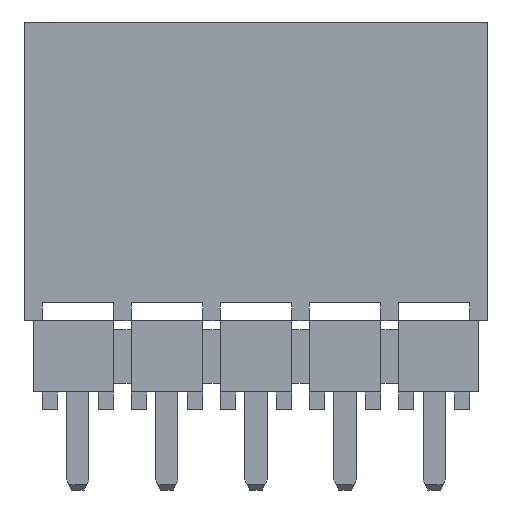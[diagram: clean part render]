
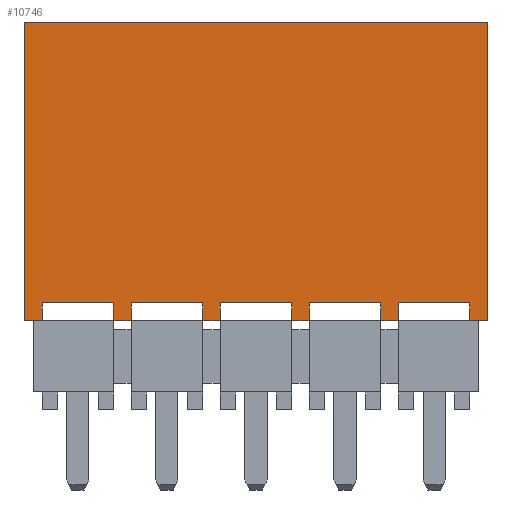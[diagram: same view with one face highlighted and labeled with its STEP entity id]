
A CAD part, front view. The second image highlights one B-rep face of the part: STEP entity #10746.
In plain terms, the highlighted planar face has unit normal (0, -1, 0).
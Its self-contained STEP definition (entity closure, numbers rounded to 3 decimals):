
#8542=CARTESIAN_POINT('',(-6.604,-2.477,2.54));
#8543=VERTEX_POINT('',#8542);
#8550=CARTESIAN_POINT('',(-6.604,-2.477,11.049));
#8551=VERTEX_POINT('',#8550);
#8552=CARTESIAN_POINT('',(-6.604,-2.477,11.049));
#8553=DIRECTION('',(0.0,0.0,-1.0));
#8554=VECTOR('',#8553,8.509);
#8555=LINE('',#8552,#8554);
#8556=EDGE_CURVE('',#8551,#8543,#8555,.T.);
#8596=CARTESIAN_POINT('',(-4.064,-2.477,2.54));
#8597=VERTEX_POINT('',#8596);
#8604=CARTESIAN_POINT('',(-4.064,-2.477,3.048));
#8605=VERTEX_POINT('',#8604);
#8606=CARTESIAN_POINT('',(-4.064,-2.477,2.54));
#8607=DIRECTION('',(0.0,0.0,1.0));
#8608=VECTOR('',#8607,0.508);
#8609=LINE('',#8606,#8608);
#8610=EDGE_CURVE('',#8597,#8605,#8609,.T.);
#8635=CARTESIAN_POINT('',(-3.556,-2.476,2.54));
#8636=VERTEX_POINT('',#8635);
#8643=CARTESIAN_POINT('',(-4.064,-2.477,2.54));
#8644=DIRECTION('',(1.0,0.0,0.0));
#8645=VECTOR('',#8644,0.508);
#8646=LINE('',#8643,#8645);
#8647=EDGE_CURVE('',#8597,#8636,#8646,.T.);
#8665=CARTESIAN_POINT('',(-3.556,-2.477,3.048));
#8666=VERTEX_POINT('',#8665);
#8673=CARTESIAN_POINT('',(-3.556,-2.476,2.54));
#8674=DIRECTION('',(0.0,0.0,1.0));
#8675=VECTOR('',#8674,0.508);
#8676=LINE('',#8673,#8675);
#8677=EDGE_CURVE('',#8636,#8666,#8676,.T.);
#8726=CARTESIAN_POINT('',(-1.524,-2.476,2.54));
#8727=VERTEX_POINT('',#8726);
#8734=CARTESIAN_POINT('',(-1.524,-2.477,3.048));
#8735=VERTEX_POINT('',#8734);
#8736=CARTESIAN_POINT('',(-1.524,-2.476,2.54));
#8737=DIRECTION('',(0.0,0.0,1.0));
#8738=VECTOR('',#8737,0.508);
#8739=LINE('',#8736,#8738);
#8740=EDGE_CURVE('',#8727,#8735,#8739,.T.);
#8765=CARTESIAN_POINT('',(-1.016,-2.476,2.54));
#8766=VERTEX_POINT('',#8765);
#8773=CARTESIAN_POINT('',(-1.524,-2.476,2.54));
#8774=DIRECTION('',(1.0,0.0,0.0));
#8775=VECTOR('',#8774,0.508);
#8776=LINE('',#8773,#8775);
#8777=EDGE_CURVE('',#8727,#8766,#8776,.T.);
#8795=CARTESIAN_POINT('',(-1.016,-2.477,3.048));
#8796=VERTEX_POINT('',#8795);
#8803=CARTESIAN_POINT('',(-1.016,-2.476,2.54));
#8804=DIRECTION('',(0.0,0.0,1.0));
#8805=VECTOR('',#8804,0.508);
#8806=LINE('',#8803,#8805);
#8807=EDGE_CURVE('',#8766,#8796,#8806,.T.);
#8856=CARTESIAN_POINT('',(1.016,-2.476,2.54));
#8857=VERTEX_POINT('',#8856);
#8864=CARTESIAN_POINT('',(1.016,-2.477,3.048));
#8865=VERTEX_POINT('',#8864);
#8866=CARTESIAN_POINT('',(1.016,-2.476,2.54));
#8867=DIRECTION('',(0.0,0.0,1.0));
#8868=VECTOR('',#8867,0.508);
#8869=LINE('',#8866,#8868);
#8870=EDGE_CURVE('',#8857,#8865,#8869,.T.);
#8895=CARTESIAN_POINT('',(1.524,-2.476,2.54));
#8896=VERTEX_POINT('',#8895);
#8903=CARTESIAN_POINT('',(1.016,-2.476,2.54));
#8904=DIRECTION('',(1.0,0.0,0.0));
#8905=VECTOR('',#8904,0.508);
#8906=LINE('',#8903,#8905);
#8907=EDGE_CURVE('',#8857,#8896,#8906,.T.);
#8925=CARTESIAN_POINT('',(1.524,-2.477,3.048));
#8926=VERTEX_POINT('',#8925);
#8933=CARTESIAN_POINT('',(1.524,-2.476,2.54));
#8934=DIRECTION('',(0.0,0.0,1.0));
#8935=VECTOR('',#8934,0.508);
#8936=LINE('',#8933,#8935);
#8937=EDGE_CURVE('',#8896,#8926,#8936,.T.);
#8986=CARTESIAN_POINT('',(3.556,-2.476,2.54));
#8987=VERTEX_POINT('',#8986);
#8994=CARTESIAN_POINT('',(3.556,-2.476,3.048));
#8995=VERTEX_POINT('',#8994);
#8996=CARTESIAN_POINT('',(3.556,-2.476,2.54));
#8997=DIRECTION('',(0.0,0.0,1.0));
#8998=VECTOR('',#8997,0.508);
#8999=LINE('',#8996,#8998);
#9000=EDGE_CURVE('',#8987,#8995,#8999,.T.);
#9025=CARTESIAN_POINT('',(4.064,-2.476,2.54));
#9026=VERTEX_POINT('',#9025);
#9033=CARTESIAN_POINT('',(3.556,-2.476,2.54));
#9034=DIRECTION('',(1.0,0.0,0.0));
#9035=VECTOR('',#9034,0.508);
#9036=LINE('',#9033,#9035);
#9037=EDGE_CURVE('',#8987,#9026,#9036,.T.);
#9055=CARTESIAN_POINT('',(4.064,-2.476,3.048));
#9056=VERTEX_POINT('',#9055);
#9063=CARTESIAN_POINT('',(4.064,-2.476,2.54));
#9064=DIRECTION('',(0.0,0.0,1.0));
#9065=VECTOR('',#9064,0.508);
#9066=LINE('',#9063,#9065);
#9067=EDGE_CURVE('',#9026,#9056,#9066,.T.);
#9092=CARTESIAN_POINT('',(6.096,-2.476,2.54));
#9093=VERTEX_POINT('',#9092);
#9110=CARTESIAN_POINT('',(6.604,-2.476,2.54));
#9111=VERTEX_POINT('',#9110);
#9118=CARTESIAN_POINT('',(6.096,-2.476,2.54));
#9119=DIRECTION('',(1.0,0.0,0.0));
#9120=VECTOR('',#9119,0.508);
#9121=LINE('',#9118,#9120);
#9122=EDGE_CURVE('',#9093,#9111,#9121,.T.);
#10509=CARTESIAN_POINT('',(-6.096,-2.477,2.54));
#10510=VERTEX_POINT('',#10509);
#10517=CARTESIAN_POINT('',(-6.604,-2.477,2.54));
#10518=DIRECTION('',(1.0,0.0,0.0));
#10519=VECTOR('',#10518,0.508);
#10520=LINE('',#10517,#10519);
#10521=EDGE_CURVE('',#8543,#10510,#10520,.T.);
#10533=CARTESIAN_POINT('',(-6.096,-2.477,3.048));
#10534=VERTEX_POINT('',#10533);
#10535=CARTESIAN_POINT('',(-4.064,-2.477,3.048));
#10536=DIRECTION('',(-1.0,0.0,0.0));
#10537=VECTOR('',#10536,2.032);
#10538=LINE('',#10535,#10537);
#10539=EDGE_CURVE('',#8605,#10534,#10538,.T.);
#10574=CARTESIAN_POINT('',(-1.524,-2.476,3.048));
#10575=DIRECTION('',(-1.0,0.0,0.0));
#10576=VECTOR('',#10575,2.032);
#10577=LINE('',#10574,#10576);
#10578=EDGE_CURVE('',#8735,#8666,#10577,.T.);
#10608=CARTESIAN_POINT('',(1.016,-2.476,3.048));
#10609=DIRECTION('',(-1.0,0.0,0.0));
#10610=VECTOR('',#10609,2.032);
#10611=LINE('',#10608,#10610);
#10612=EDGE_CURVE('',#8865,#8796,#10611,.T.);
#10642=CARTESIAN_POINT('',(3.556,-2.476,3.048));
#10643=DIRECTION('',(-1.0,0.0,0.0));
#10644=VECTOR('',#10643,2.032);
#10645=LINE('',#10642,#10644);
#10646=EDGE_CURVE('',#8995,#8926,#10645,.T.);
#10675=CARTESIAN_POINT('',(6.096,-2.476,3.048));
#10676=VERTEX_POINT('',#10675);
#10683=CARTESIAN_POINT('',(6.096,-2.476,3.048));
#10684=DIRECTION('',(-1.0,0.0,0.0));
#10685=VECTOR('',#10684,2.032);
#10686=LINE('',#10683,#10685);
#10687=EDGE_CURVE('',#10676,#9056,#10686,.T.);
#10693=CARTESIAN_POINT('',(-7.645,-2.477,2.115));
#10694=DIRECTION('',(0.0,-1.0,0.0));
#10695=DIRECTION('',(1.0,0.0,0.0));
#10696=AXIS2_PLACEMENT_3D('',#10693,#10694,#10695);
#10697=PLANE('',#10696);
#10698=ORIENTED_EDGE('',*,*,#9122,.T.);
#10699=CARTESIAN_POINT('',(6.604,-2.476,11.049));
#10700=VERTEX_POINT('',#10699);
#10701=CARTESIAN_POINT('',(6.604,-2.476,2.54));
#10702=DIRECTION('',(0.0,0.0,1.0));
#10703=VECTOR('',#10702,8.509);
#10704=LINE('',#10701,#10703);
#10705=EDGE_CURVE('',#9111,#10700,#10704,.T.);
#10706=ORIENTED_EDGE('',*,*,#10705,.T.);
#10707=CARTESIAN_POINT('',(6.604,-2.476,11.049));
#10708=DIRECTION('',(-1.0,0.0,0.0));
#10709=VECTOR('',#10708,13.208);
#10710=LINE('',#10707,#10709);
#10711=EDGE_CURVE('',#10700,#8551,#10710,.T.);
#10712=ORIENTED_EDGE('',*,*,#10711,.T.);
#10713=ORIENTED_EDGE('',*,*,#8556,.T.);
#10714=ORIENTED_EDGE('',*,*,#10521,.T.);
#10715=CARTESIAN_POINT('',(-6.096,-2.477,2.54));
#10716=DIRECTION('',(0.0,0.0,1.0));
#10717=VECTOR('',#10716,0.508);
#10718=LINE('',#10715,#10717);
#10719=EDGE_CURVE('',#10510,#10534,#10718,.T.);
#10720=ORIENTED_EDGE('',*,*,#10719,.T.);
#10721=ORIENTED_EDGE('',*,*,#10539,.F.);
#10722=ORIENTED_EDGE('',*,*,#8610,.F.);
#10723=ORIENTED_EDGE('',*,*,#8647,.T.);
#10724=ORIENTED_EDGE('',*,*,#8677,.T.);
#10725=ORIENTED_EDGE('',*,*,#10578,.F.);
#10726=ORIENTED_EDGE('',*,*,#8740,.F.);
#10727=ORIENTED_EDGE('',*,*,#8777,.T.);
#10728=ORIENTED_EDGE('',*,*,#8807,.T.);
#10729=ORIENTED_EDGE('',*,*,#10612,.F.);
#10730=ORIENTED_EDGE('',*,*,#8870,.F.);
#10731=ORIENTED_EDGE('',*,*,#8907,.T.);
#10732=ORIENTED_EDGE('',*,*,#8937,.T.);
#10733=ORIENTED_EDGE('',*,*,#10646,.F.);
#10734=ORIENTED_EDGE('',*,*,#9000,.F.);
#10735=ORIENTED_EDGE('',*,*,#9037,.T.);
#10736=ORIENTED_EDGE('',*,*,#9067,.T.);
#10737=ORIENTED_EDGE('',*,*,#10687,.F.);
#10738=CARTESIAN_POINT('',(6.096,-2.476,2.54));
#10739=DIRECTION('',(0.0,0.0,1.0));
#10740=VECTOR('',#10739,0.508);
#10741=LINE('',#10738,#10740);
#10742=EDGE_CURVE('',#9093,#10676,#10741,.T.);
#10743=ORIENTED_EDGE('',*,*,#10742,.F.);
#10744=EDGE_LOOP('',(#10698,#10706,#10712,#10713,#10714,#10720,#10721,#10722,#10723,#10724,#10725,#10726,#10727,#10728,#10729,#10730,#10731,#10732,#10733,#10734,#10735,#10736,#10737,#10743));
#10745=FACE_OUTER_BOUND('',#10744,.T.);
#10746=ADVANCED_FACE('',(#10745),#10697,.T.);
